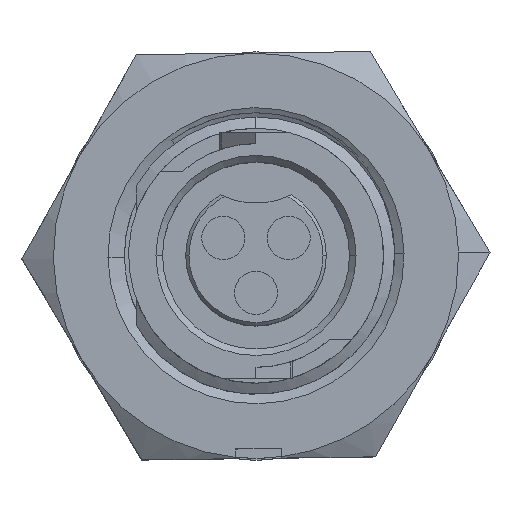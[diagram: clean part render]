
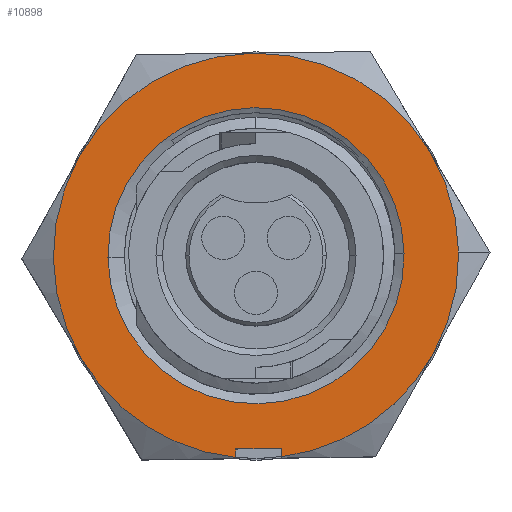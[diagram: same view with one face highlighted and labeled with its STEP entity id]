
A CAD part, top view. The second image highlights one B-rep face of the part: STEP entity #10898.
In plain terms, the highlighted planar face has unit normal (0, 0, 1).
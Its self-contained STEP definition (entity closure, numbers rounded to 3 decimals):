
#61 = CARTESIAN_POINT ( 'NONE',  ( 6.766, 4.028, 9.65 ) ) ;
#405 = EDGE_CURVE ( 'NONE', #5907, #13137, #8216, .T. ) ;
#413 = FACE_OUTER_BOUND ( 'NONE', #8108, .T. ) ;
#568 = VECTOR ( 'NONE', #11399, 1000. ) ;
#586 = CIRCLE ( 'NONE', #9722, 7.874 ) ;
#648 = AXIS2_PLACEMENT_3D ( 'NONE', #4590, #9778, #4526 ) ;
#766 = LINE ( 'NONE', #912, #11387 ) ;
#772 = LINE ( 'NONE', #9703, #9510 ) ;
#790 = AXIS2_PLACEMENT_3D ( 'NONE', #3273, #5343, #9464 ) ;
#912 = CARTESIAN_POINT ( 'NONE',  ( 1.009, -8.925, 9.65 ) ) ;
#929 = ORIENTED_EDGE ( 'NONE', *, *, #2923, .F. ) ;
#1140 = DIRECTION ( 'NONE',  ( 1., 0.013, 0. ) ) ;
#1451 = VERTEX_POINT ( 'NONE', #3019 ) ;
#1596 = DIRECTION ( 'NONE',  ( 0., 0., -1. ) ) ;
#1936 = CARTESIAN_POINT ( 'NONE',  ( -0.784, -7.835, 9.65 ) ) ;
#1948 = DIRECTION ( 'NONE',  ( 1., 0.013, 0. ) ) ;
#2255 = ORIENTED_EDGE ( 'NONE', *, *, #405, .T. ) ;
#2260 = EDGE_CURVE ( 'NONE', #9735, #5918, #766, .T. ) ;
#2438 = ORIENTED_EDGE ( 'NONE', *, *, #12197, .F. ) ;
#2561 = CARTESIAN_POINT ( 'NONE',  ( 0.994, -7.811, 9.65 ) ) ;
#2574 = DIRECTION ( 'NONE',  ( 1., 0.013, 0. ) ) ;
#2645 = DIRECTION ( 'NONE',  ( 0., 0., -1. ) ) ;
#2923 = EDGE_CURVE ( 'NONE', #5918, #8676, #8582, .T. ) ;
#2953 = CIRCLE ( 'NONE', #7216, 7.874 ) ;
#3019 = CARTESIAN_POINT ( 'NONE',  ( 7.873, 0.106, 9.65 ) ) ;
#3123 = AXIS2_PLACEMENT_3D ( 'NONE', #3732, #7772, #5602 ) ;
#3128 = CIRCLE ( 'NONE', #790, 7.874 ) ;
#3273 = CARTESIAN_POINT ( 'NONE',  ( 0., 0., 9.65 ) ) ;
#3732 = CARTESIAN_POINT ( 'NONE',  ( 0., 0., 9.65 ) ) ;
#3835 = DIRECTION ( 'NONE',  ( 0.013, -1., 0. ) ) ;
#3885 = CARTESIAN_POINT ( 'NONE',  ( 0., 0., 9.65 ) ) ;
#3984 = CIRCLE ( 'NONE', #5678, 7.874 ) ;
#4001 = VERTEX_POINT ( 'NONE', #9953 ) ;
#4072 = CARTESIAN_POINT ( 'NONE',  ( 0., 0., 9.65 ) ) ;
#4388 = EDGE_CURVE ( 'NONE', #12195, #5500, #3128, .T. ) ;
#4526 = DIRECTION ( 'NONE',  ( 1., 0.013, 0. ) ) ;
#4590 = CARTESIAN_POINT ( 'NONE',  ( 0., 0., 9.65 ) ) ;
#4596 = DIRECTION ( 'NONE',  ( 1., 0.013, 0. ) ) ;
#4717 = EDGE_CURVE ( 'NONE', #5350, #1451, #10995, .T. ) ;
#4830 = CARTESIAN_POINT ( 'NONE',  ( 0., 0., 9.65 ) ) ;
#4937 = ORIENTED_EDGE ( 'NONE', *, *, #5100, .F. ) ;
#5100 = EDGE_CURVE ( 'NONE', #4001, #9735, #586, .T. ) ;
#5184 = DIRECTION ( 'NONE',  ( 0., 0., -1. ) ) ;
#5343 = DIRECTION ( 'NONE',  ( 0., 0., -1. ) ) ;
#5350 = VERTEX_POINT ( 'NONE', #61 ) ;
#5500 = VERTEX_POINT ( 'NONE', #11218 ) ;
#5512 = CARTESIAN_POINT ( 'NONE',  ( 0., 0., 9.65 ) ) ;
#5602 = DIRECTION ( 'NONE',  ( 1., 0.013, 0. ) ) ;
#5641 = EDGE_LOOP ( 'NONE', ( #9319, #2255 ) ) ;
#5655 = DIRECTION ( 'NONE',  ( 1., 0.013, 0. ) ) ;
#5678 = AXIS2_PLACEMENT_3D ( 'NONE', #4072, #5184, #1140 ) ;
#5741 = CIRCLE ( 'NONE', #9141, 5.753 ) ;
#5763 = CARTESIAN_POINT ( 'NONE',  ( -0.788, -7.504, 9.65 ) ) ;
#5820 = CARTESIAN_POINT ( 'NONE',  ( -6.871, 3.845, 9.65 ) ) ;
#5907 = VERTEX_POINT ( 'NONE', #10129 ) ;
#5918 = VERTEX_POINT ( 'NONE', #12995 ) ;
#5964 = DIRECTION ( 'NONE',  ( 1., 0.013, 0. ) ) ;
#6358 = EDGE_CURVE ( 'NONE', #11582, #12195, #8212, .T. ) ;
#6525 = PLANE ( 'NONE',  #12846 ) ;
#6701 = CARTESIAN_POINT ( 'NONE',  ( 0., 0., 9.65 ) ) ;
#6741 = AXIS2_PLACEMENT_3D ( 'NONE', #6701, #2645, #4596 ) ;
#6949 = CARTESIAN_POINT ( 'NONE',  ( -5.753, -0.077, 9.65 ) ) ;
#7216 = AXIS2_PLACEMENT_3D ( 'NONE', #4830, #8816, #5964 ) ;
#7327 = CARTESIAN_POINT ( 'NONE',  ( 0.99, -7.48, 9.65 ) ) ;
#7535 = EDGE_CURVE ( 'NONE', #12722, #11582, #3984, .T. ) ;
#7643 = CARTESIAN_POINT ( 'NONE',  ( -0.211, 15.747, 9.65 ) ) ;
#7717 = DIRECTION ( 'NONE',  ( 0., 0., -1. ) ) ;
#7728 = ORIENTED_EDGE ( 'NONE', *, *, #8552, .F. ) ;
#7772 = DIRECTION ( 'NONE',  ( 0., 0., -1. ) ) ;
#8108 = EDGE_LOOP ( 'NONE', ( #8346, #2438, #929, #12657, #4937, #7728, #9995, #11828, #10754, #13083 ) ) ;
#8212 = CIRCLE ( 'NONE', #6741, 7.874 ) ;
#8216 = CIRCLE ( 'NONE', #11620, 5.753 ) ;
#8346 = ORIENTED_EDGE ( 'NONE', *, *, #7535, .F. ) ;
#8552 = EDGE_CURVE ( 'NONE', #1451, #4001, #2953, .T. ) ;
#8582 = LINE ( 'NONE', #7327, #568 ) ;
#8676 = VERTEX_POINT ( 'NONE', #5763 ) ;
#8816 = DIRECTION ( 'NONE',  ( 0., 0., -1. ) ) ;
#9141 = AXIS2_PLACEMENT_3D ( 'NONE', #9871, #7717, #11793 ) ;
#9319 = ORIENTED_EDGE ( 'NONE', *, *, #11384, .T. ) ;
#9464 = DIRECTION ( 'NONE',  ( 1., 0.013, 0. ) ) ;
#9510 = VECTOR ( 'NONE', #3835, 1000. ) ;
#9644 = DIRECTION ( 'NONE',  ( 0., 0., -1. ) ) ;
#9703 = CARTESIAN_POINT ( 'NONE',  ( -0.769, -8.949, 9.65 ) ) ;
#9722 = AXIS2_PLACEMENT_3D ( 'NONE', #5512, #9644, #2574 ) ;
#9735 = VERTEX_POINT ( 'NONE', #2561 ) ;
#9778 = DIRECTION ( 'NONE',  ( 0., 0., -1. ) ) ;
#9871 = CARTESIAN_POINT ( 'NONE',  ( 0., 0., 9.65 ) ) ;
#9953 = CARTESIAN_POINT ( 'NONE',  ( 6.871, -3.845, 9.65 ) ) ;
#9995 = ORIENTED_EDGE ( 'NONE', *, *, #4717, .F. ) ;
#10129 = CARTESIAN_POINT ( 'NONE',  ( 5.753, 0.077, 9.65 ) ) ;
#10251 = CARTESIAN_POINT ( 'NONE',  ( -6.766, -4.028, 9.65 ) ) ;
#10655 = FACE_BOUND ( 'NONE', #5641, .T. ) ;
#10754 = ORIENTED_EDGE ( 'NONE', *, *, #4388, .F. ) ;
#10898 = ADVANCED_FACE ( 'NONE', ( #10655, #413 ), #6525, .F. ) ;
#10995 = CIRCLE ( 'NONE', #3123, 7.874 ) ;
#11218 = CARTESIAN_POINT ( 'NONE',  ( -0.106, 7.873, 9.65 ) ) ;
#11384 = EDGE_CURVE ( 'NONE', #13137, #5907, #5741, .T. ) ;
#11387 = VECTOR ( 'NONE', #12954, 1000. ) ;
#11399 = DIRECTION ( 'NONE',  ( -1., -0.013, 0. ) ) ;
#11582 = VERTEX_POINT ( 'NONE', #10251 ) ;
#11620 = AXIS2_PLACEMENT_3D ( 'NONE', #3885, #11870, #1948 ) ;
#11722 = EDGE_CURVE ( 'NONE', #5500, #5350, #12115, .T. ) ;
#11793 = DIRECTION ( 'NONE',  ( 1., 0.013, 0. ) ) ;
#11828 = ORIENTED_EDGE ( 'NONE', *, *, #11722, .F. ) ;
#11870 = DIRECTION ( 'NONE',  ( 0., 0., -1. ) ) ;
#12115 = CIRCLE ( 'NONE', #648, 7.874 ) ;
#12195 = VERTEX_POINT ( 'NONE', #5820 ) ;
#12197 = EDGE_CURVE ( 'NONE', #8676, #12722, #772, .T. ) ;
#12657 = ORIENTED_EDGE ( 'NONE', *, *, #2260, .F. ) ;
#12722 = VERTEX_POINT ( 'NONE', #1936 ) ;
#12846 = AXIS2_PLACEMENT_3D ( 'NONE', #7643, #1596, #5655 ) ;
#12954 = DIRECTION ( 'NONE',  ( -0.013, 1., 0. ) ) ;
#12995 = CARTESIAN_POINT ( 'NONE',  ( 0.99, -7.48, 9.65 ) ) ;
#13083 = ORIENTED_EDGE ( 'NONE', *, *, #6358, .F. ) ;
#13137 = VERTEX_POINT ( 'NONE', #6949 ) ;
